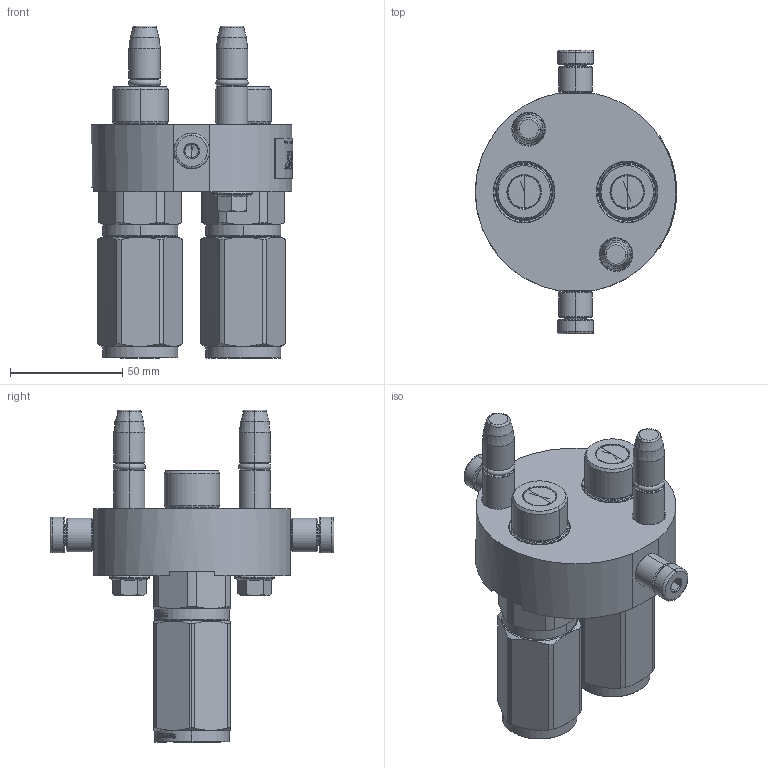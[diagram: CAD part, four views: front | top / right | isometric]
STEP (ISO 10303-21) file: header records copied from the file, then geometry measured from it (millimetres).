
FILE_DESCRIPTION (( 'STEP AP214' ), '1' );
FILE_NAME ('FASTER.step', '2022-05-17T20:12:21', ( '' ), ( '' ), 'SwSTEP 2.0', 'SolidWorks 2017', '' );
FILE_SCHEMA (( 'AUTOMOTIVE_DESIGN' ));
Length unit declared in the file: millimetre
Products named in the file (11): 4830_028_1000_011; 4830_013_3000_030; P208_M_BASE; or2_62x9_19_m; 1540_080_0008_000; 4820_010_0000_021; et002_tonda; 3ffnp12-12s_m; 4830_021_0000_000; FASTER
Assembly tree (16 placements, depth 3):
  FASTER
    P208_M_BASE
      4820_010_0000_021
      4830_021_0000_000  x2
      or2_62x9_19_m  x2
      1540_080_0008_000  x2
      4830_013_3000_030  x2
      4830_028_1000_011  x2
    3ffnp12-12s_m  x2
      3ffnp12-12s_m
    et002_tonda
Bounding box: 89.8 x 126.6 x 148.2 mm (x, y, z)
Volume: 2880 mm3; surface area: 82478.8 mm2
Topology: 5 solids, 36 shells, 1687 faces, 4815 edges, 3168 vertices
Faces by surface type: plane 744, bspline 331, cylinder 290, cone 234, torus 88
Entity records: 51701 total; most frequent: CARTESIAN_POINT 17710, ORIENTED_EDGE 6835, DIRECTION 5154, EDGE_CURVE 3583, VERTEX_POINT 2365, LINE 2000, VECTOR 2000, AXIS2_PLACEMENT_3D 1577
